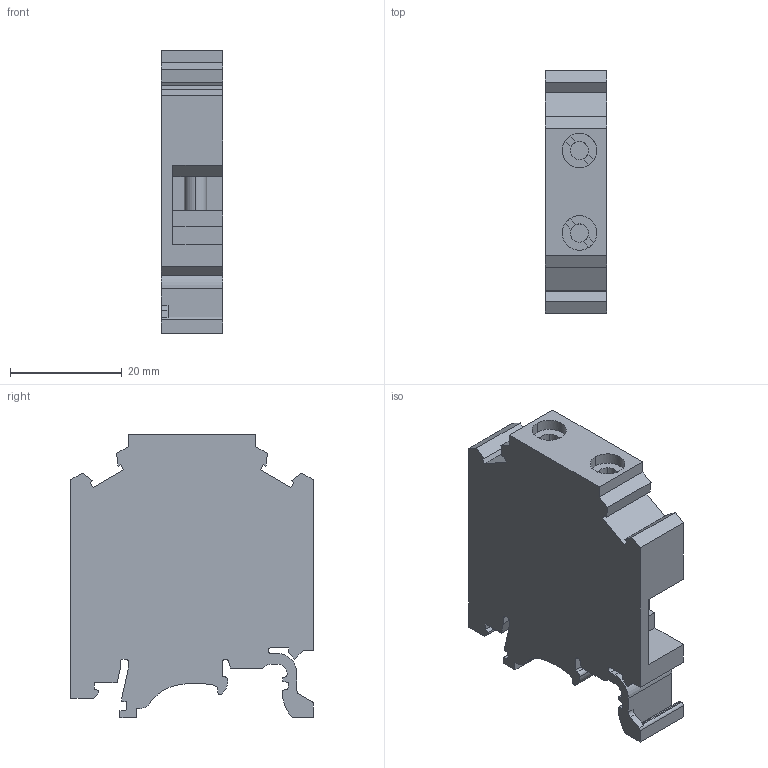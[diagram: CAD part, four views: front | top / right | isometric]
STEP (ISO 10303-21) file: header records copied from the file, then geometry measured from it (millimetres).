
FILE_DESCRIPTION(('Creo Elements/Direct Modeling STEP Export'),'2;1');
FILE_NAME('model.stp','2017-12-14T15:01:13',(''),(''),'Creo Elements/Direct Modeling STEP processor for AP214 (Solid Model)','Creo Elements/Direct Modeling 18.1I 14-Aug-2016 (C) Parametric Technology GmbH','');
FILE_SCHEMA(('AUTOMOTIVE_DESIGN { 1 0 10303 214 1 1 1 1 }'));
Length unit declared in the file: millimetre
Products named in the file (2): OTTA_6-P_P_YE-select
Assembly tree (1 placements, depth 2):
  OTTA_6-P_P_YE-select
    OTTA_6-P_P_YE-select
Bounding box: 11 x 43.5 x 50.85 mm (x, y, z)
Volume: 15887.5 mm3; surface area: 7755.5 mm2
Topology: 1 solids, 1 shells, 142 faces, 416 edges, 276 vertices
Faces by surface type: plane 108, cylinder 34
Entity records: 5653 total; most frequent: ORIENTED_EDGE 832, CARTESIAN_POINT 787, DIRECTION 707, EDGE_CURVE 416, VECTOR 315, LINE 315, VERTEX_POINT 276, AXIS2_PLACEMENT_3D 196
